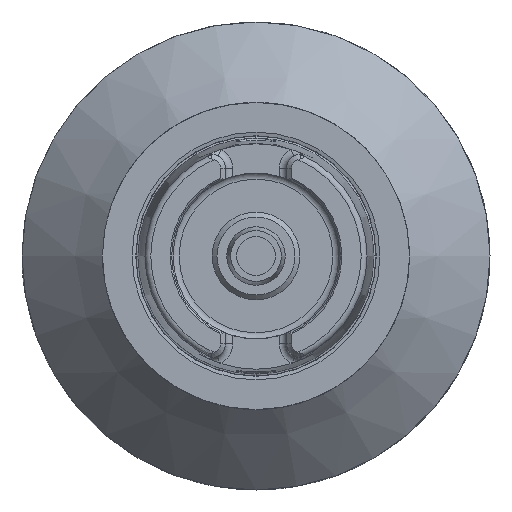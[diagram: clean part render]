
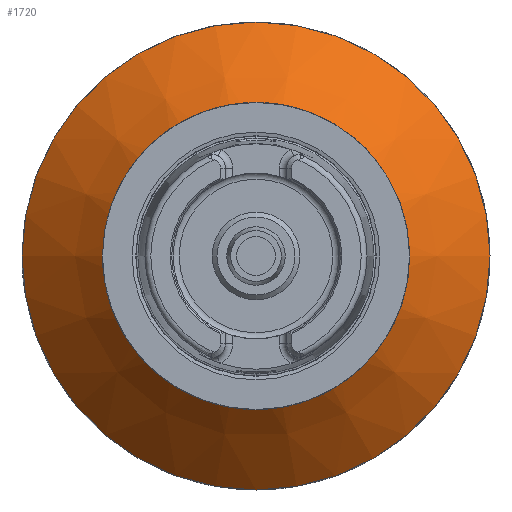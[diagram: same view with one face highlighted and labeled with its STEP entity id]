
A CAD part, left-side view. The second image highlights one B-rep face of the part: STEP entity #1720.
In plain terms, the highlighted conical face has half-angle 45 degrees and reference radius 37.125 mm.
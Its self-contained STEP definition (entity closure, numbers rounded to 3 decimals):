
#1367=CARTESIAN_POINT('',(105.,48.,0.0));
#1368=VERTEX_POINT('',#1367);
#1369=CARTESIAN_POINT('',(105.,0.,0.0));
#1370=DIRECTION('',(1.0,0.0,0.0));
#1371=DIRECTION('',(0.0,1.0,0.0));
#1372=AXIS2_PLACEMENT_3D('',#1369,#1370,#1371);
#1373=CIRCLE('',#1372,48.);
#1374=EDGE_CURVE('',#1368,#1368,#1373,.T.);
#1686=CARTESIAN_POINT('',(83.25,26.25,0.0));
#1687=VERTEX_POINT('',#1686);
#1688=CARTESIAN_POINT('',(83.25,0.,0.0));
#1689=DIRECTION('',(1.0,0.0,0.0));
#1690=DIRECTION('',(0.0,1.0,0.0));
#1691=AXIS2_PLACEMENT_3D('',#1688,#1689,#1690);
#1692=CIRCLE('',#1691,26.25);
#1693=EDGE_CURVE('',#1687,#1687,#1692,.T.);
#1709=CARTESIAN_POINT('',(94.125,0.,0.0));
#1710=DIRECTION('',(1.0,0.,0.0));
#1711=DIRECTION('',(0.0,1.0,0.0));
#1712=AXIS2_PLACEMENT_3D('',#1709,#1710,#1711);
#1713=CONICAL_SURFACE('',#1712,37.125,45.);
#1714=ORIENTED_EDGE('',*,*,#1374,.F.);
#1715=EDGE_LOOP('',(#1714));
#1716=FACE_OUTER_BOUND('',#1715,.T.);
#1717=ORIENTED_EDGE('',*,*,#1693,.T.);
#1718=EDGE_LOOP('',(#1717));
#1719=FACE_BOUND('',#1718,.T.);
#1720=ADVANCED_FACE('',(#1716,#1719),#1713,.T.);
